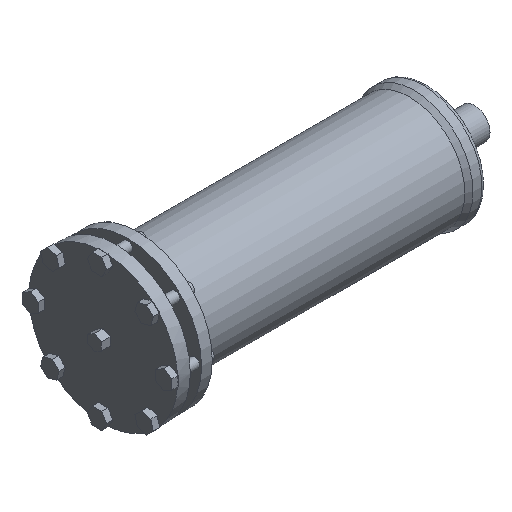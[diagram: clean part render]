
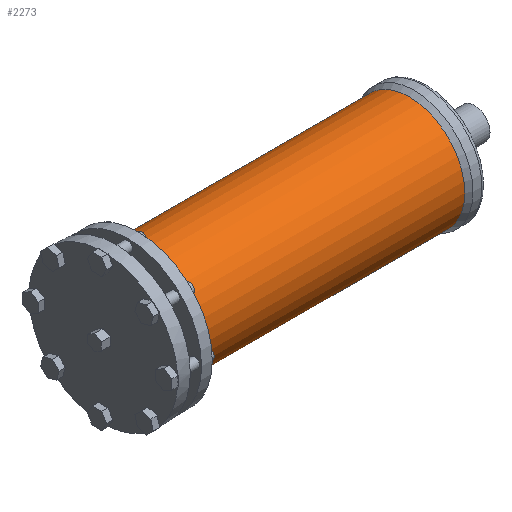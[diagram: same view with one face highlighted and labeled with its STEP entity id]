
A CAD part, isometric view. The second image highlights one B-rep face of the part: STEP entity #2273.
In plain terms, the highlighted cylindrical face has radius 57 mm (diameter 114 mm), a full revolution.
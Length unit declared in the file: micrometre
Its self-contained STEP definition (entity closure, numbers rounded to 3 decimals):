
#104=FACE_BOUND('',#298,.T.);
#144=B_SPLINE_CURVE_WITH_KNOTS('',3,(#3393,#3394,#3395,#3396,#3397,#3398,
#3399,#3400,#3401,#3402,#3403,#3404,#3405,#3406,#3407,#3408,#3409,#3410,
#3411,#3412,#3413,#3414,#3415,#3416,#3417,#3418,#3419,#3420,#3421,#3422,
#3423,#3424,#3425,#3426),.UNSPECIFIED.,.F.,.F.,(4,2,2,2,2,2,2,2,2,2,2,2,
2,2,2,2,4),(4.804,5.104,5.404,5.705,
6.005,6.305,6.605,6.906,7.206,
7.506,7.806,8.106,8.407,8.707,
9.007,9.307,9.608),.UNSPECIFIED.);
#145=B_SPLINE_CURVE_WITH_KNOTS('',3,(#3432,#3433,#3434,#3435,#3436,#3437,
#3438,#3439,#3440,#3441,#3442,#3443,#3444,#3445,#3446,#3447,#3448,#3449,
#3450,#3451,#3452,#3453,#3454,#3455,#3456,#3457,#3458,#3459,#3460,#3461,
#3462,#3463,#3464,#3465),.UNSPECIFIED.,.F.,.F.,(4,2,2,2,2,2,2,2,2,2,2,2,
2,2,2,2,4),(9.608,9.908,10.208,10.508,
10.809,11.109,11.409,11.709,12.01,
12.31,12.61,12.91,13.21,13.511,
13.811,14.111,14.411),.UNSPECIFIED.);
#176=FACE_OUTER_BOUND('',#297,.T.);
#297=EDGE_LOOP('',(#1734,#1735,#1736,#1737,#1738,#1739));
#298=EDGE_LOOP('',(#1740,#1741));
#451=LINE('',#3755,#659);
#659=VECTOR('',#2976,57000.);
#919=CIRCLE('',#2487,57000.);
#920=CIRCLE('',#2488,57000.);
#962=CIRCLE('',#2539,57000.);
#963=CIRCLE('',#2540,57000.);
#972=VERTEX_POINT('',#3391);
#973=VERTEX_POINT('',#3392);
#1050=VERTEX_POINT('',#3650);
#1051=VERTEX_POINT('',#3652);
#1091=VERTEX_POINT('',#3751);
#1092=VERTEX_POINT('',#3752);
#1211=EDGE_CURVE('',#972,#973,#144,.T.);
#1215=EDGE_CURVE('',#973,#972,#145,.T.);
#1308=EDGE_CURVE('',#1051,#1050,#919,.T.);
#1309=EDGE_CURVE('',#1050,#1051,#920,.T.);
#1358=EDGE_CURVE('',#1091,#1092,#962,.T.);
#1359=EDGE_CURVE('',#1092,#1091,#963,.T.);
#1360=EDGE_CURVE('',#1092,#1051,#451,.T.);
#1734=ORIENTED_EDGE('',*,*,#1358,.F.);
#1735=ORIENTED_EDGE('',*,*,#1359,.F.);
#1736=ORIENTED_EDGE('',*,*,#1360,.T.);
#1737=ORIENTED_EDGE('',*,*,#1308,.T.);
#1738=ORIENTED_EDGE('',*,*,#1309,.T.);
#1739=ORIENTED_EDGE('',*,*,#1360,.F.);
#1740=ORIENTED_EDGE('',*,*,#1211,.F.);
#1741=ORIENTED_EDGE('',*,*,#1215,.F.);
#2241=CYLINDRICAL_SURFACE('',#2538,57000.);
#2273=ADVANCED_FACE('',(#176,#104),#2241,.T.);
#2487=AXIS2_PLACEMENT_3D('',#3653,#2861,#2862);
#2488=AXIS2_PLACEMENT_3D('',#3654,#2863,#2864);
#2538=AXIS2_PLACEMENT_3D('',#3750,#2970,#2971);
#2539=AXIS2_PLACEMENT_3D('',#3753,#2972,#2973);
#2540=AXIS2_PLACEMENT_3D('',#3754,#2974,#2975);
#2861=DIRECTION('center_axis',(-1.,0.,0.));
#2862=DIRECTION('ref_axis',(0.,0.,1.));
#2863=DIRECTION('center_axis',(-1.,0.,0.));
#2864=DIRECTION('ref_axis',(0.,0.,1.));
#2970=DIRECTION('center_axis',(-1.,0.,0.));
#2971=DIRECTION('ref_axis',(0.,0.,1.));
#2972=DIRECTION('center_axis',(-1.,0.,0.));
#2973=DIRECTION('ref_axis',(0.,0.,1.));
#2974=DIRECTION('center_axis',(-1.,0.,0.));
#2975=DIRECTION('ref_axis',(0.,0.,1.));
#2976=DIRECTION('',(1.,0.,0.));
#3391=CARTESIAN_POINT('',(84500.,54751.963,-15850.));
#3392=CARTESIAN_POINT('',(84500.,54751.963,15850.));
#3393=CARTESIAN_POINT('Ctrl Pts',(84500.,54751.963,-15850.));
#3394=CARTESIAN_POINT('Ctrl Pts',(83499.097,54751.963,-15850.));
#3395=CARTESIAN_POINT('Ctrl Pts',(82465.815,54780.162,-15753.664));
#3396=CARTESIAN_POINT('Ctrl Pts',(80413.903,54894.666,-15349.907));
#3397=CARTESIAN_POINT('Ctrl Pts',(79395.246,54980.871,-15042.593));
#3398=CARTESIAN_POINT('Ctrl Pts',(77444.401,55196.187,-14232.24));
#3399=CARTESIAN_POINT('Ctrl Pts',(76510.559,55325.249,-13728.558));
#3400=CARTESIAN_POINT('Ctrl Pts',(74784.897,55600.676,-12566.672));
#3401=CARTESIAN_POINT('Ctrl Pts',(73993.093,55746.761,-11908.378));
#3402=CARTESIAN_POINT('Ctrl Pts',(72591.775,56027.781,-10507.06));
#3403=CARTESIAN_POINT('Ctrl Pts',(71933.498,56172.728,-9715.327));
#3404=CARTESIAN_POINT('Ctrl Pts',(70771.545,56444.033,-7989.622));
#3405=CARTESIAN_POINT('Ctrl Pts',(70267.785,56570.135,-7055.666));
#3406=CARTESIAN_POINT('Ctrl Pts',(69457.345,56779.448,-5104.596));
#3407=CARTESIAN_POINT('Ctrl Pts',(69150.021,56862.656,-4085.832));
#3408=CARTESIAN_POINT('Ctrl Pts',(68746.297,56972.967,-2033.888));
#3409=CARTESIAN_POINT('Ctrl Pts',(68650.,57000.,-1000.686));
#3410=CARTESIAN_POINT('Ctrl Pts',(68650.,57000.,1000.686));
#3411=CARTESIAN_POINT('Ctrl Pts',(68746.297,56972.967,2033.888));
#3412=CARTESIAN_POINT('Ctrl Pts',(69150.021,56862.656,4085.832));
#3413=CARTESIAN_POINT('Ctrl Pts',(69457.345,56779.448,5104.596));
#3414=CARTESIAN_POINT('Ctrl Pts',(70267.785,56570.135,7055.666));
#3415=CARTESIAN_POINT('Ctrl Pts',(70771.545,56444.033,7989.622));
#3416=CARTESIAN_POINT('Ctrl Pts',(71933.498,56172.728,9715.327));
#3417=CARTESIAN_POINT('Ctrl Pts',(72591.775,56027.781,10507.06));
#3418=CARTESIAN_POINT('Ctrl Pts',(73993.093,55746.761,11908.378));
#3419=CARTESIAN_POINT('Ctrl Pts',(74784.897,55600.676,12566.672));
#3420=CARTESIAN_POINT('Ctrl Pts',(76510.559,55325.249,13728.558));
#3421=CARTESIAN_POINT('Ctrl Pts',(77444.401,55196.187,14232.24));
#3422=CARTESIAN_POINT('Ctrl Pts',(79395.246,54980.871,15042.593));
#3423=CARTESIAN_POINT('Ctrl Pts',(80413.903,54894.666,15349.907));
#3424=CARTESIAN_POINT('Ctrl Pts',(82465.815,54780.162,15753.664));
#3425=CARTESIAN_POINT('Ctrl Pts',(83499.097,54751.963,15850.));
#3426=CARTESIAN_POINT('Ctrl Pts',(84500.,54751.963,15850.));
#3432=CARTESIAN_POINT('Ctrl Pts',(84500.,54751.963,15850.));
#3433=CARTESIAN_POINT('Ctrl Pts',(85500.903,54751.963,15850.));
#3434=CARTESIAN_POINT('Ctrl Pts',(86534.185,54780.162,15753.664));
#3435=CARTESIAN_POINT('Ctrl Pts',(88586.097,54894.666,15349.907));
#3436=CARTESIAN_POINT('Ctrl Pts',(89604.754,54980.871,15042.593));
#3437=CARTESIAN_POINT('Ctrl Pts',(91555.599,55196.187,14232.24));
#3438=CARTESIAN_POINT('Ctrl Pts',(92489.441,55325.249,13728.558));
#3439=CARTESIAN_POINT('Ctrl Pts',(94215.103,55600.676,12566.672));
#3440=CARTESIAN_POINT('Ctrl Pts',(95006.907,55746.761,11908.378));
#3441=CARTESIAN_POINT('Ctrl Pts',(96408.225,56027.781,10507.06));
#3442=CARTESIAN_POINT('Ctrl Pts',(97066.502,56172.728,9715.327));
#3443=CARTESIAN_POINT('Ctrl Pts',(98228.455,56444.033,7989.622));
#3444=CARTESIAN_POINT('Ctrl Pts',(98732.215,56570.135,7055.666));
#3445=CARTESIAN_POINT('Ctrl Pts',(99542.655,56779.448,5104.596));
#3446=CARTESIAN_POINT('Ctrl Pts',(99849.979,56862.656,4085.832));
#3447=CARTESIAN_POINT('Ctrl Pts',(100253.703,56972.967,2033.888));
#3448=CARTESIAN_POINT('Ctrl Pts',(100350.,57000.,1000.686));
#3449=CARTESIAN_POINT('Ctrl Pts',(100350.,57000.,-1000.686));
#3450=CARTESIAN_POINT('Ctrl Pts',(100253.703,56972.967,-2033.888));
#3451=CARTESIAN_POINT('Ctrl Pts',(99849.979,56862.656,-4085.832));
#3452=CARTESIAN_POINT('Ctrl Pts',(99542.655,56779.448,-5104.596));
#3453=CARTESIAN_POINT('Ctrl Pts',(98732.215,56570.135,-7055.666));
#3454=CARTESIAN_POINT('Ctrl Pts',(98228.455,56444.033,-7989.622));
#3455=CARTESIAN_POINT('Ctrl Pts',(97066.502,56172.728,-9715.327));
#3456=CARTESIAN_POINT('Ctrl Pts',(96408.225,56027.781,-10507.06));
#3457=CARTESIAN_POINT('Ctrl Pts',(95006.907,55746.761,-11908.378));
#3458=CARTESIAN_POINT('Ctrl Pts',(94215.103,55600.676,-12566.672));
#3459=CARTESIAN_POINT('Ctrl Pts',(92489.441,55325.249,-13728.558));
#3460=CARTESIAN_POINT('Ctrl Pts',(91555.599,55196.187,-14232.24));
#3461=CARTESIAN_POINT('Ctrl Pts',(89604.754,54980.871,-15042.593));
#3462=CARTESIAN_POINT('Ctrl Pts',(88586.097,54894.666,-15349.907));
#3463=CARTESIAN_POINT('Ctrl Pts',(86534.185,54780.162,-15753.664));
#3464=CARTESIAN_POINT('Ctrl Pts',(85500.903,54751.963,-15850.));
#3465=CARTESIAN_POINT('Ctrl Pts',(84500.,54751.963,-15850.));
#3650=CARTESIAN_POINT('',(314500.,0.,57000.));
#3652=CARTESIAN_POINT('',(314500.,0.,-57000.));
#3653=CARTESIAN_POINT('Origin',(314500.,0.,0.));
#3654=CARTESIAN_POINT('Origin',(314500.,0.,0.));
#3750=CARTESIAN_POINT('Origin',(0.,0.,0.));
#3751=CARTESIAN_POINT('',(36000.,0.,57000.));
#3752=CARTESIAN_POINT('',(36000.,0.,-57000.));
#3753=CARTESIAN_POINT('Origin',(36000.,0.,0.));
#3754=CARTESIAN_POINT('Origin',(36000.,0.,0.));
#3755=CARTESIAN_POINT('',(0.,0.,-57000.));
